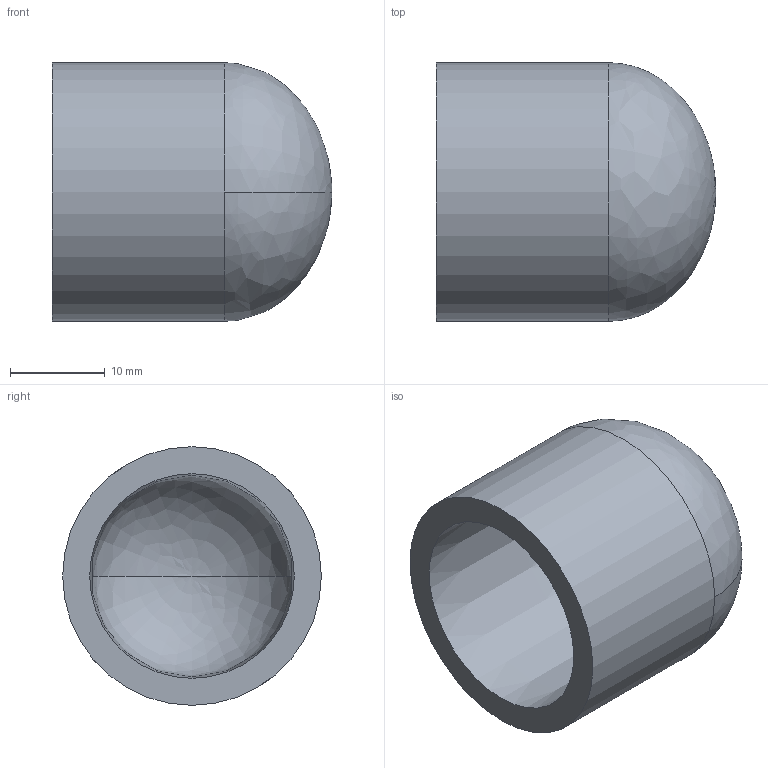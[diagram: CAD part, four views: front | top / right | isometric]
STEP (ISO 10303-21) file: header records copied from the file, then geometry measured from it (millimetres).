
FILE_DESCRIPTION(/* description */ (''),/* implementation_level */ '2;1');
FILE_NAME(/* name */ 'GE-17270_1.stp',/* time_stamp */ '2017-01-08T13:48:32-05:00',/* author */ ('jeff1'),/* organization */ (''),/* preprocessor_version */ 'ST-DEVELOPER v16.5',/* originating_system */ 'Autodesk Inventor 2017',/* authorisation */ '');
FILE_SCHEMA (('AUTOMOTIVE_DESIGN { 1 0 10303 214 3 1 1 }'));
Length unit declared in the file: inch
Products named in the file (1): GE-17270_1
Bounding box: 29.44 x 27.23 x 27.23 mm (x, y, z)
Volume: 6474.2 mm3; surface area: 4630.9 mm2
Topology: 1 solids, 1 shells, 7 faces, 18 edges, 10 vertices
Faces by surface type: bspline 4, cylinder 1, plane 1, cone 1
Full cylindrical faces by diameter (mm): 27.229 x1
Entity records: 614 total; most frequent: CARTESIAN_POINT 470, ORIENTED_EDGE 20, DIRECTION 20, EDGE_LOOP 10, EDGE_CURVE 10, AXIS2_PLACEMENT_3D 10, VERTEX_POINT 8, FACE_OUTER_BOUND 7
